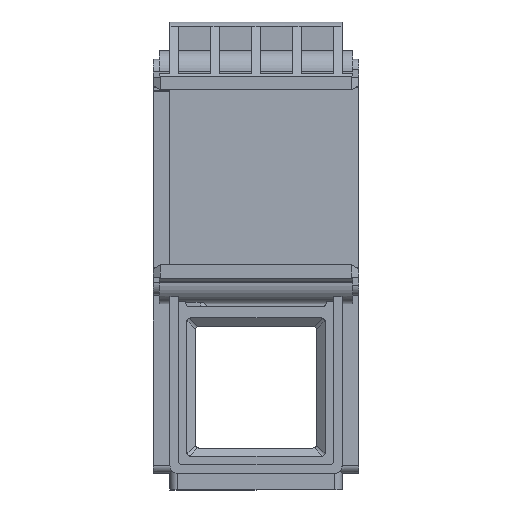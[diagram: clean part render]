
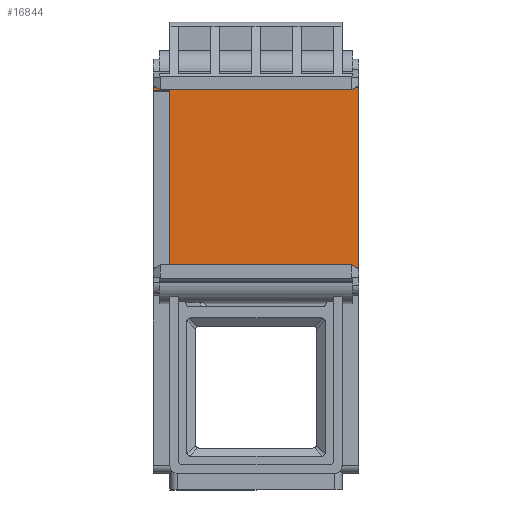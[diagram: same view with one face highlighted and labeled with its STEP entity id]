
A CAD part, front view. The second image highlights one B-rep face of the part: STEP entity #16844.
In plain terms, the highlighted planar face has unit normal (0, -1, 0).
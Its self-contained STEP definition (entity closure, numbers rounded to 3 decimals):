
#167 = CARTESIAN_POINT ( 'NONE',  ( -10.25, -5.7, -10.75 ) ) ;
#315 = CARTESIAN_POINT ( 'NONE',  ( -10.25, -5.7, 10.35 ) ) ;
#487 = EDGE_CURVE ( 'NONE', #19858, #32233, #18115, .T. ) ;
#1624 = DIRECTION ( 'NONE',  ( 1., 0., 0. ) ) ;
#2628 = ORIENTED_EDGE ( 'NONE', *, *, #487, .F. ) ;
#5012 = DIRECTION ( 'NONE',  ( 0., 0., 1. ) ) ;
#6040 = CARTESIAN_POINT ( 'NONE',  ( 12.25, -5.7, -10.75 ) ) ;
#6739 = CARTESIAN_POINT ( 'NONE',  ( 12.25, -5.7, 10.75 ) ) ;
#8087 = EDGE_CURVE ( 'NONE', #9826, #32233, #19666, .T. ) ;
#9826 = VERTEX_POINT ( 'NONE', #19077 ) ;
#10295 = DIRECTION ( 'NONE',  ( 0., 0., 1. ) ) ;
#10350 = DIRECTION ( 'NONE',  ( 0., 0., 1. ) ) ;
#10510 = EDGE_LOOP ( 'NONE', ( #33542, #12049, #2628, #22004, #28342, #13346 ) ) ;
#10901 = CARTESIAN_POINT ( 'NONE',  ( -12.25, -5.7, 10.35 ) ) ;
#11930 = CARTESIAN_POINT ( 'NONE',  ( -12.25, -5.7, 10.35 ) ) ;
#12049 = ORIENTED_EDGE ( 'NONE', *, *, #8087, .T. ) ;
#13173 = VERTEX_POINT ( 'NONE', #23315 ) ;
#13346 = ORIENTED_EDGE ( 'NONE', *, *, #15702, .F. ) ;
#13784 = LINE ( 'NONE', #167, #30093 ) ;
#15702 = EDGE_CURVE ( 'NONE', #13173, #29405, #18373, .T. ) ;
#15730 = DIRECTION ( 'NONE',  ( 0., 1., 0. ) ) ;
#16571 = EDGE_CURVE ( 'NONE', #13173, #9826, #13784, .T. ) ;
#16844 = ADVANCED_FACE ( 'NONE', ( #21287 ), #28813, .F. ) ;
#17879 = EDGE_CURVE ( 'NONE', #19869, #29405, #25945, .T. ) ;
#18115 = LINE ( 'NONE', #26177, #28693 ) ;
#18373 = LINE ( 'NONE', #29287, #20337 ) ;
#19077 = CARTESIAN_POINT ( 'NONE',  ( 12.25, -5.7, -10.75 ) ) ;
#19666 = LINE ( 'NONE', #6040, #33752 ) ;
#19837 = AXIS2_PLACEMENT_3D ( 'NONE', #28987, #15730, #10350 ) ;
#19858 = VERTEX_POINT ( 'NONE', #20175 ) ;
#19869 = VERTEX_POINT ( 'NONE', #11930 ) ;
#20175 = CARTESIAN_POINT ( 'NONE',  ( -12.25, -5.7, 10.75 ) ) ;
#20191 = DIRECTION ( 'NONE',  ( 0., 0., 1. ) ) ;
#20337 = VECTOR ( 'NONE', #10295, 1000. ) ;
#21287 = FACE_OUTER_BOUND ( 'NONE', #10510, .T. ) ;
#22004 = ORIENTED_EDGE ( 'NONE', *, *, #29321, .F. ) ;
#23315 = CARTESIAN_POINT ( 'NONE',  ( -10.25, -5.7, -10.75 ) ) ;
#25597 = CARTESIAN_POINT ( 'NONE',  ( -11.5, -5.7, 10.35 ) ) ;
#25945 = LINE ( 'NONE', #25597, #35341 ) ;
#26177 = CARTESIAN_POINT ( 'NONE',  ( -10.25, -5.7, 10.75 ) ) ;
#28342 = ORIENTED_EDGE ( 'NONE', *, *, #17879, .T. ) ;
#28467 = DIRECTION ( 'NONE',  ( 1., 0., 0. ) ) ;
#28693 = VECTOR ( 'NONE', #1624, 1000. ) ;
#28813 = PLANE ( 'NONE',  #19837 ) ;
#28987 = CARTESIAN_POINT ( 'NONE',  ( -10.25, -5.7, -10.75 ) ) ;
#29287 = CARTESIAN_POINT ( 'NONE',  ( -10.25, -5.7, -10.75 ) ) ;
#29321 = EDGE_CURVE ( 'NONE', #19869, #19858, #29898, .T. ) ;
#29405 = VERTEX_POINT ( 'NONE', #315 ) ;
#29898 = LINE ( 'NONE', #10901, #32620 ) ;
#30093 = VECTOR ( 'NONE', #30608, 1000. ) ;
#30608 = DIRECTION ( 'NONE',  ( 1., 0., 0. ) ) ;
#32233 = VERTEX_POINT ( 'NONE', #6739 ) ;
#32620 = VECTOR ( 'NONE', #5012, 1000. ) ;
#33542 = ORIENTED_EDGE ( 'NONE', *, *, #16571, .T. ) ;
#33752 = VECTOR ( 'NONE', #20191, 1000. ) ;
#35341 = VECTOR ( 'NONE', #28467, 1000. ) ;
